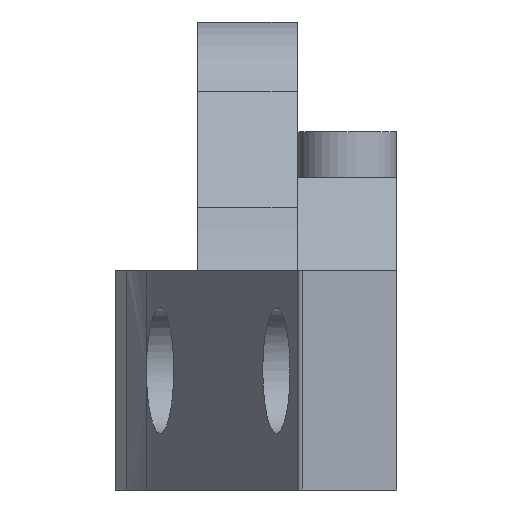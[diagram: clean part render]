
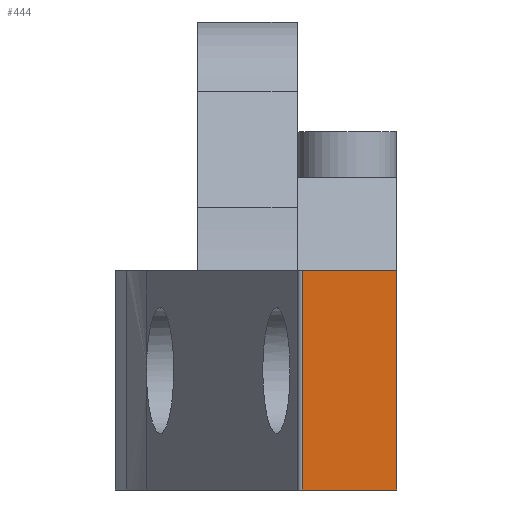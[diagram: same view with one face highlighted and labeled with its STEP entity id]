
A CAD part, front view. The second image highlights one B-rep face of the part: STEP entity #444.
In plain terms, the highlighted planar face has unit normal (0, -1, 0).
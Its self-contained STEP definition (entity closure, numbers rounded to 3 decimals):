
#94 = PLANE('',#95);
#95 = AXIS2_PLACEMENT_3D('',#96,#97,#98);
#96 = CARTESIAN_POINT('',(-40.,-87.206,6.238));
#97 = DIRECTION('',(1.,0.,0.));
#98 = DIRECTION('',(0.,1.,0.));
#109 = EDGE_CURVE('',#110,#112,#114,.T.);
#110 = VERTEX_POINT('',#111);
#111 = CARTESIAN_POINT('',(-40.,-106.,0.));
#112 = VERTEX_POINT('',#113);
#113 = CARTESIAN_POINT('',(-40.,-106.,11.));
#114 = SURFACE_CURVE('',#115,(#119,#126),.PCURVE_S1.);
#115 = LINE('',#116,#117);
#116 = CARTESIAN_POINT('',(-40.,-106.,0.));
#117 = VECTOR('',#118,1.);
#118 = DIRECTION('',(0.,0.,1.));
#119 = PCURVE('',#94,#120);
#120 = DEFINITIONAL_REPRESENTATION('',(#121),#125);
#121 = LINE('',#122,#123);
#122 = CARTESIAN_POINT('',(-18.794,-6.238));
#123 = VECTOR('',#124,1.);
#124 = DIRECTION('',(0.,1.));
#125 = ( GEOMETRIC_REPRESENTATION_CONTEXT(2) 
PARAMETRIC_REPRESENTATION_CONTEXT() REPRESENTATION_CONTEXT('2D SPACE',''
  ) );
#126 = PCURVE('',#127,#132);
#127 = PLANE('',#128);
#128 = AXIS2_PLACEMENT_3D('',#129,#130,#131);
#129 = CARTESIAN_POINT('',(-40.,-106.,0.));
#130 = DIRECTION('',(0.,-1.,0.));
#131 = DIRECTION('',(-1.,0.,0.));
#132 = DEFINITIONAL_REPRESENTATION('',(#133),#137);
#133 = LINE('',#134,#135);
#134 = CARTESIAN_POINT('',(0.,0.));
#135 = VECTOR('',#136,1.);
#136 = DIRECTION('',(0.,-1.));
#137 = ( GEOMETRIC_REPRESENTATION_CONTEXT(2) 
PARAMETRIC_REPRESENTATION_CONTEXT() REPRESENTATION_CONTEXT('2D SPACE',''
  ) );
#155 = PLANE('',#156);
#156 = AXIS2_PLACEMENT_3D('',#157,#158,#159);
#157 = CARTESIAN_POINT('',(-46.031,-42.943,0.));
#158 = DIRECTION('',(0.,0.,1.));
#159 = DIRECTION('',(1.,0.,0.));
#211 = PLANE('',#212);
#212 = AXIS2_PLACEMENT_3D('',#213,#214,#215);
#213 = CARTESIAN_POINT('',(-45.982,-44.493,11.));
#214 = DIRECTION('',(0.,0.,1.));
#215 = DIRECTION('',(1.,0.,0.));
#444 = ADVANCED_FACE('',(#445),#127,.T.);
#445 = FACE_BOUND('',#446,.T.);
#446 = EDGE_LOOP('',(#447,#448,#471,#499));
#447 = ORIENTED_EDGE('',*,*,#109,.T.);
#448 = ORIENTED_EDGE('',*,*,#449,.T.);
#449 = EDGE_CURVE('',#112,#450,#452,.T.);
#450 = VERTEX_POINT('',#451);
#451 = CARTESIAN_POINT('',(-44.756,-106.,11.));
#452 = SURFACE_CURVE('',#453,(#457,#464),.PCURVE_S1.);
#453 = LINE('',#454,#455);
#454 = CARTESIAN_POINT('',(-40.,-106.,11.));
#455 = VECTOR('',#456,1.);
#456 = DIRECTION('',(-1.,0.,0.));
#457 = PCURVE('',#127,#458);
#458 = DEFINITIONAL_REPRESENTATION('',(#459),#463);
#459 = LINE('',#460,#461);
#460 = CARTESIAN_POINT('',(0.,-11.));
#461 = VECTOR('',#462,1.);
#462 = DIRECTION('',(1.,0.));
#463 = ( GEOMETRIC_REPRESENTATION_CONTEXT(2) 
PARAMETRIC_REPRESENTATION_CONTEXT() REPRESENTATION_CONTEXT('2D SPACE',''
  ) );
#464 = PCURVE('',#211,#465);
#465 = DEFINITIONAL_REPRESENTATION('',(#466),#470);
#466 = LINE('',#467,#468);
#467 = CARTESIAN_POINT('',(5.982,-61.507));
#468 = VECTOR('',#469,1.);
#469 = DIRECTION('',(-1.,0.));
#470 = ( GEOMETRIC_REPRESENTATION_CONTEXT(2) 
PARAMETRIC_REPRESENTATION_CONTEXT() REPRESENTATION_CONTEXT('2D SPACE',''
  ) );
#471 = ORIENTED_EDGE('',*,*,#472,.F.);
#472 = EDGE_CURVE('',#473,#450,#475,.T.);
#473 = VERTEX_POINT('',#474);
#474 = CARTESIAN_POINT('',(-44.756,-106.,0.));
#475 = SURFACE_CURVE('',#476,(#480,#487),.PCURVE_S1.);
#476 = LINE('',#477,#478);
#477 = CARTESIAN_POINT('',(-44.756,-106.,0.));
#478 = VECTOR('',#479,1.);
#479 = DIRECTION('',(0.,0.,1.));
#480 = PCURVE('',#127,#481);
#481 = DEFINITIONAL_REPRESENTATION('',(#482),#486);
#482 = LINE('',#483,#484);
#483 = CARTESIAN_POINT('',(4.756,0.));
#484 = VECTOR('',#485,1.);
#485 = DIRECTION('',(0.,-1.));
#486 = ( GEOMETRIC_REPRESENTATION_CONTEXT(2) 
PARAMETRIC_REPRESENTATION_CONTEXT() REPRESENTATION_CONTEXT('2D SPACE',''
  ) );
#487 = PCURVE('',#488,#493);
#488 = CYLINDRICAL_SURFACE('',#489,0.25);
#489 = AXIS2_PLACEMENT_3D('',#490,#491,#492);
#490 = CARTESIAN_POINT('',(-44.756,-105.75,0.));
#491 = DIRECTION('',(-0.,-0.,-1.));
#492 = DIRECTION('',(1.,0.,0.));
#493 = DEFINITIONAL_REPRESENTATION('',(#494),#498);
#494 = LINE('',#495,#496);
#495 = CARTESIAN_POINT('',(-4.712,0.));
#496 = VECTOR('',#497,1.);
#497 = DIRECTION('',(-0.,-1.));
#498 = ( GEOMETRIC_REPRESENTATION_CONTEXT(2) 
PARAMETRIC_REPRESENTATION_CONTEXT() REPRESENTATION_CONTEXT('2D SPACE',''
  ) );
#499 = ORIENTED_EDGE('',*,*,#500,.F.);
#500 = EDGE_CURVE('',#110,#473,#501,.T.);
#501 = SURFACE_CURVE('',#502,(#506,#513),.PCURVE_S1.);
#502 = LINE('',#503,#504);
#503 = CARTESIAN_POINT('',(-40.,-106.,0.));
#504 = VECTOR('',#505,1.);
#505 = DIRECTION('',(-1.,0.,0.));
#506 = PCURVE('',#127,#507);
#507 = DEFINITIONAL_REPRESENTATION('',(#508),#512);
#508 = LINE('',#509,#510);
#509 = CARTESIAN_POINT('',(0.,0.));
#510 = VECTOR('',#511,1.);
#511 = DIRECTION('',(1.,0.));
#512 = ( GEOMETRIC_REPRESENTATION_CONTEXT(2) 
PARAMETRIC_REPRESENTATION_CONTEXT() REPRESENTATION_CONTEXT('2D SPACE',''
  ) );
#513 = PCURVE('',#155,#514);
#514 = DEFINITIONAL_REPRESENTATION('',(#515),#519);
#515 = LINE('',#516,#517);
#516 = CARTESIAN_POINT('',(6.031,-63.057));
#517 = VECTOR('',#518,1.);
#518 = DIRECTION('',(-1.,0.));
#519 = ( GEOMETRIC_REPRESENTATION_CONTEXT(2) 
PARAMETRIC_REPRESENTATION_CONTEXT() REPRESENTATION_CONTEXT('2D SPACE',''
  ) );
